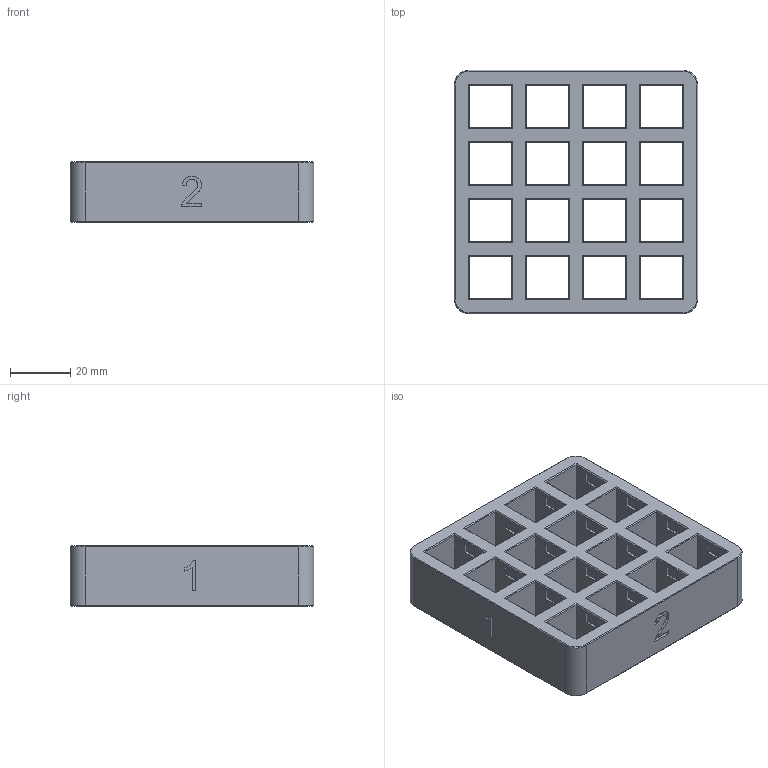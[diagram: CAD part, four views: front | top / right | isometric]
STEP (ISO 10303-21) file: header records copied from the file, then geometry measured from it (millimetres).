
FILE_DESCRIPTION(/* description */ (''),/* implementation_level */ '2;1');
FILE_NAME(/* name */ '4x4-Switch-Tray.step',/* time_stamp */ '2024-06-01T14:25:39+10:00',/* author */ (''),/* organization */ (''),/* preprocessor_version */ 'ST-DEVELOPER v20',/* originating_system */ 'Autodesk Translation Framework v12.14.0.127',/* authorisation */ '');
FILE_SCHEMA (('AUTOMOTIVE_DESIGN { 1 0 10303 214 3 1 1 }'));
Length unit declared in the file: millimetre
Products named in the file (1): 4x4 Switch-Plate
Bounding box: 81 x 81 x 20 mm (x, y, z)
Volume: 66179.7 mm3; surface area: 31602.5 mm2
Topology: 1 solids, 1 shells, 618 faces, 1497 edges, 950 vertices
Faces by surface type: plane 557, bspline 49, cone 8, cylinder 4
Entity records: 18079 total; most frequent: CARTESIAN_POINT 3899, ORIENTED_EDGE 2994, DIRECTION 2555, EDGE_CURVE 1497, LINE 1383, VECTOR 1383, VERTEX_POINT 950, EDGE_LOOP 719
